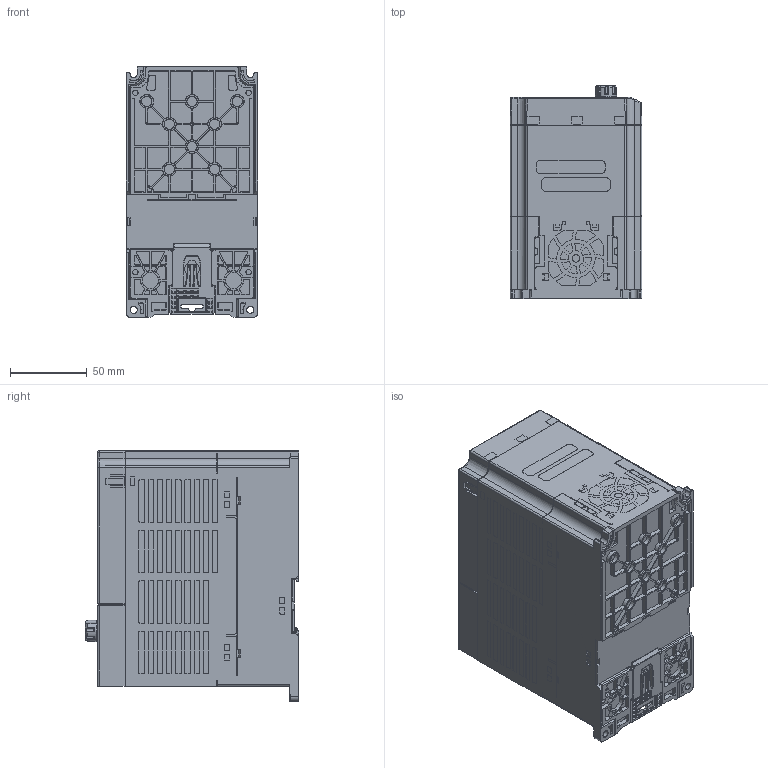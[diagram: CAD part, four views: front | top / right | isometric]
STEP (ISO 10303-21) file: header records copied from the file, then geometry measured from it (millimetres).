
FILE_DESCRIPTION (( 'STEP AP214' ), '1' );
FILE_NAME ('ACG-41P0.STEP', '2024-03-25T14:16:23', ( '' ), ( '' ), 'SwSTEP 2.0', 'SolidWorks 2021', '' );
FILE_SCHEMA (( 'AUTOMOTIVE_DESIGN' ));
Length unit declared in the file: inch
Products named in the file (1): ACG-41P0
Bounding box: 86.2 x 139.7 x 164 mm (x, y, z)
Volume: 1670248.9 mm3; surface area: 127448.3 mm2
Topology: 6 solids, 8 shells, 4492 faces, 11556 edges, 7272 vertices
Faces by surface type: plane 1868, cylinder 1308, cone 622, bspline 328, torus 242, sphere 124
Entity records: 156359 total; most frequent: CARTESIAN_POINT 53138, ORIENTED_EDGE 23032, DIRECTION 19355, EDGE_CURVE 11516, VERTEX_POINT 7271, AXIS2_PLACEMENT_3D 6719, VECTOR 5917, LINE 5917
